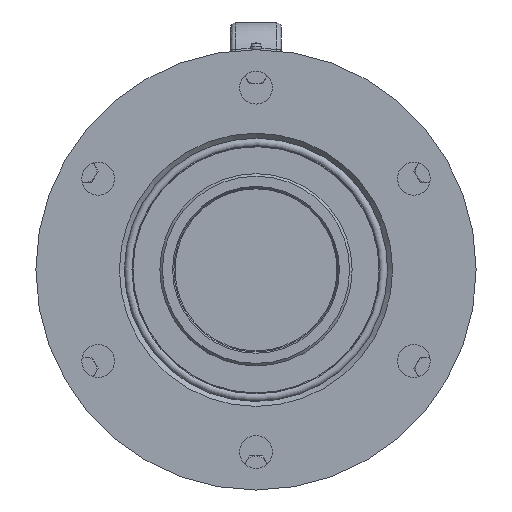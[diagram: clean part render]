
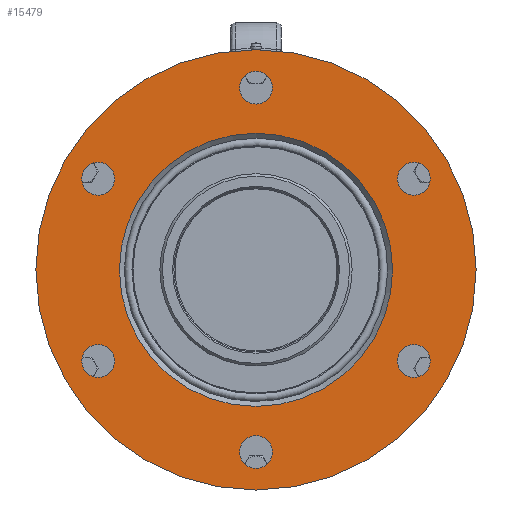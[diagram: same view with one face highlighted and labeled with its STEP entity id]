
A CAD part, left-side view. The second image highlights one B-rep face of the part: STEP entity #15479.
In plain terms, the highlighted planar face has unit normal (-1, 0, 0).
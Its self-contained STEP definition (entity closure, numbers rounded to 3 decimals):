
#876=FACE_BOUND('',#2426,.T.);
#877=FACE_BOUND('',#2427,.T.);
#878=FACE_BOUND('',#2428,.T.);
#879=FACE_BOUND('',#2429,.T.);
#880=FACE_BOUND('',#2430,.T.);
#881=FACE_BOUND('',#2431,.T.);
#882=FACE_BOUND('',#2432,.T.);
#985=PLANE('',#16561);
#1482=FACE_OUTER_BOUND('',#2425,.T.);
#2425=EDGE_LOOP('',(#10213,#10214));
#2426=EDGE_LOOP('',(#10215,#10216));
#2427=EDGE_LOOP('',(#10217));
#2428=EDGE_LOOP('',(#10218));
#2429=EDGE_LOOP('',(#10219));
#2430=EDGE_LOOP('',(#10220));
#2431=EDGE_LOOP('',(#10221));
#2432=EDGE_LOOP('',(#10222));
#3596=CIRCLE('',#16562,138.1);
#3597=CIRCLE('',#16563,138.1);
#3598=CIRCLE('',#16564,85.685);
#3599=CIRCLE('',#16565,85.685);
#3600=CIRCLE('',#16566,10.3);
#3601=CIRCLE('',#16567,10.3);
#3602=CIRCLE('',#16568,10.3);
#3603=CIRCLE('',#16569,10.3);
#3604=CIRCLE('',#16570,10.3);
#3605=CIRCLE('',#16571,10.3);
#6437=VERTEX_POINT('',#22246);
#6438=VERTEX_POINT('',#22247);
#6439=VERTEX_POINT('',#22250);
#6440=VERTEX_POINT('',#22251);
#6441=VERTEX_POINT('',#22254);
#6442=VERTEX_POINT('',#22256);
#6443=VERTEX_POINT('',#22258);
#6444=VERTEX_POINT('',#22260);
#6445=VERTEX_POINT('',#22262);
#6446=VERTEX_POINT('',#22264);
#7901=EDGE_CURVE('',#6437,#6438,#3596,.T.);
#7902=EDGE_CURVE('',#6438,#6437,#3597,.T.);
#7903=EDGE_CURVE('',#6439,#6440,#3598,.T.);
#7904=EDGE_CURVE('',#6440,#6439,#3599,.T.);
#7905=EDGE_CURVE('',#6441,#6441,#3600,.T.);
#7906=EDGE_CURVE('',#6442,#6442,#3601,.T.);
#7907=EDGE_CURVE('',#6443,#6443,#3602,.T.);
#7908=EDGE_CURVE('',#6444,#6444,#3603,.T.);
#7909=EDGE_CURVE('',#6445,#6445,#3604,.T.);
#7910=EDGE_CURVE('',#6446,#6446,#3605,.T.);
#10213=ORIENTED_EDGE('',*,*,#7901,.F.);
#10214=ORIENTED_EDGE('',*,*,#7902,.F.);
#10215=ORIENTED_EDGE('',*,*,#7903,.T.);
#10216=ORIENTED_EDGE('',*,*,#7904,.T.);
#10217=ORIENTED_EDGE('',*,*,#7905,.T.);
#10218=ORIENTED_EDGE('',*,*,#7906,.T.);
#10219=ORIENTED_EDGE('',*,*,#7907,.T.);
#10220=ORIENTED_EDGE('',*,*,#7908,.T.);
#10221=ORIENTED_EDGE('',*,*,#7909,.T.);
#10222=ORIENTED_EDGE('',*,*,#7910,.T.);
#15479=ADVANCED_FACE('',(#1482,#876,#877,#878,#879,#880,#881,#882),#985,
 .T.);
#16561=AXIS2_PLACEMENT_3D('',#22245,#18197,#18198);
#16562=AXIS2_PLACEMENT_3D('',#22248,#18199,#18200);
#16563=AXIS2_PLACEMENT_3D('',#22249,#18201,#18202);
#16564=AXIS2_PLACEMENT_3D('',#22252,#18203,#18204);
#16565=AXIS2_PLACEMENT_3D('',#22253,#18205,#18206);
#16566=AXIS2_PLACEMENT_3D('',#22255,#18207,#18208);
#16567=AXIS2_PLACEMENT_3D('',#22257,#18209,#18210);
#16568=AXIS2_PLACEMENT_3D('',#22259,#18211,#18212);
#16569=AXIS2_PLACEMENT_3D('',#22261,#18213,#18214);
#16570=AXIS2_PLACEMENT_3D('',#22263,#18215,#18216);
#16571=AXIS2_PLACEMENT_3D('',#22265,#18217,#18218);
#18197=DIRECTION('center_axis',(-1.,0.,0.));
#18198=DIRECTION('ref_axis',(0.,0.,1.));
#18199=DIRECTION('center_axis',(1.,0.,0.));
#18200=DIRECTION('ref_axis',(0.,1.,0.));
#18201=DIRECTION('center_axis',(1.,0.,0.));
#18202=DIRECTION('ref_axis',(0.,1.,0.));
#18203=DIRECTION('center_axis',(1.,0.,0.));
#18204=DIRECTION('ref_axis',(0.,0.,1.));
#18205=DIRECTION('center_axis',(1.,0.,0.));
#18206=DIRECTION('ref_axis',(0.,0.,1.));
#18207=DIRECTION('center_axis',(1.,0.,0.));
#18208=DIRECTION('ref_axis',(0.,-0.866,-0.5));
#18209=DIRECTION('center_axis',(1.,0.,0.));
#18210=DIRECTION('ref_axis',(0.,-0.866,0.5));
#18211=DIRECTION('center_axis',(1.,0.,0.));
#18212=DIRECTION('ref_axis',(0.,0.,1.));
#18213=DIRECTION('center_axis',(1.,0.,0.));
#18214=DIRECTION('ref_axis',(0.,0.866,0.5));
#18215=DIRECTION('center_axis',(1.,0.,0.));
#18216=DIRECTION('ref_axis',(0.,0.866,-0.5));
#18217=DIRECTION('center_axis',(1.,0.,0.));
#18218=DIRECTION('ref_axis',(0.,0.,-1.));
#22245=CARTESIAN_POINT('Origin',(7.5,99.205,0.));
#22246=CARTESIAN_POINT('',(7.5,138.1,0.));
#22247=CARTESIAN_POINT('',(7.5,-138.1,0.));
#22248=CARTESIAN_POINT('Origin',(7.5,0.,0.));
#22249=CARTESIAN_POINT('Origin',(7.5,0.,0.));
#22250=CARTESIAN_POINT('',(7.5,0.,85.685));
#22251=CARTESIAN_POINT('',(7.5,0.,-85.685));
#22252=CARTESIAN_POINT('Origin',(7.5,0.,0.));
#22253=CARTESIAN_POINT('Origin',(7.5,0.,0.));
#22254=CARTESIAN_POINT('',(7.5,107.907,62.3));
#22255=CARTESIAN_POINT('Origin',(7.5,98.987,57.15));
#22256=CARTESIAN_POINT('',(7.5,107.907,-62.3));
#22257=CARTESIAN_POINT('Origin',(7.5,98.987,-57.15));
#22258=CARTESIAN_POINT('',(7.5,0.,-124.6));
#22259=CARTESIAN_POINT('Origin',(7.5,0.,-114.3));
#22260=CARTESIAN_POINT('',(7.5,-107.907,-62.3));
#22261=CARTESIAN_POINT('Origin',(7.5,-98.987,-57.15));
#22262=CARTESIAN_POINT('',(7.5,-107.907,62.3));
#22263=CARTESIAN_POINT('Origin',(7.5,-98.987,57.15));
#22264=CARTESIAN_POINT('',(7.5,0.,124.6));
#22265=CARTESIAN_POINT('Origin',(7.5,0.,114.3));
